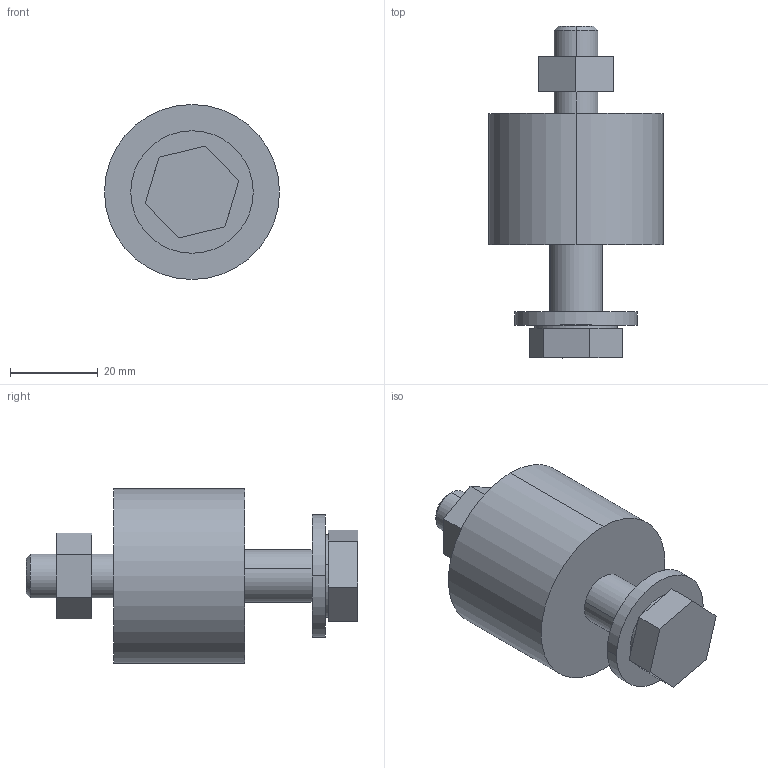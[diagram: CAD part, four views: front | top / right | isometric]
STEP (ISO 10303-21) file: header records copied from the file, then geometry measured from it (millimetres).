
FILE_DESCRIPTION (( 'STEP AP214' ), '1' );
FILE_NAME ('81489_00166660.STEP', '2018-03-12T06:47:28', ( '' ), ( '' ), 'SwSTEP 2.0', 'SolidWorks 2016', '' );
FILE_SCHEMA (( 'AUTOMOTIVE_DESIGN' ));
Length unit declared in the file: millimetre
Products named in the file (1): 81489_00166660
Bounding box: 40 x 75.85 x 40 mm (x, y, z)
Volume: 46535.9 mm3; surface area: 9850.3 mm2
Topology: 1 solids, 1 shells, 40 faces, 86 edges, 54 vertices
Faces by surface type: plane 26, cylinder 12, cone 2
Entity records: 1554 total; most frequent: DIRECTION 198, CARTESIAN_POINT 181, ORIENTED_EDGE 172, EDGE_CURVE 86, AXIS2_PLACEMENT_3D 71, VECTOR 56, LINE 56, VERTEX_POINT 54
